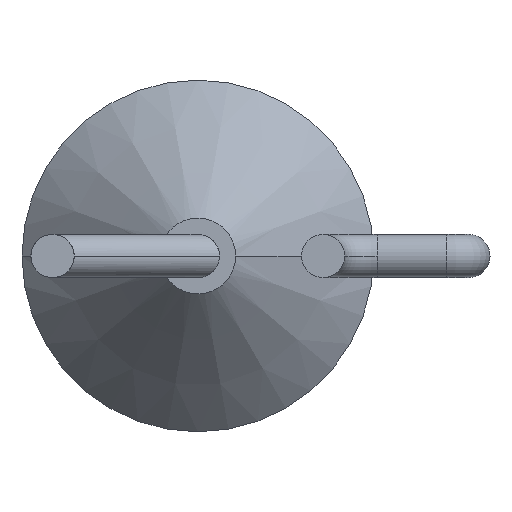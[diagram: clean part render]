
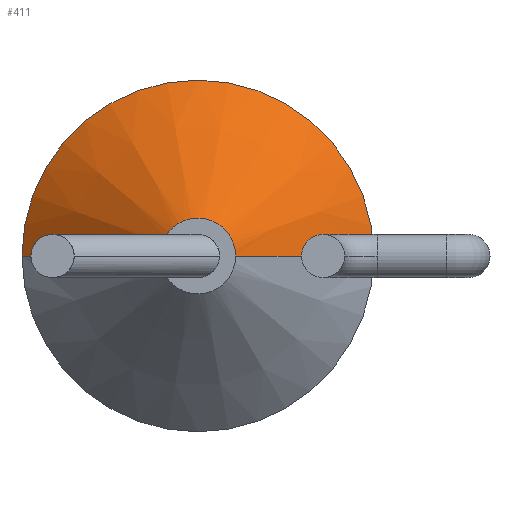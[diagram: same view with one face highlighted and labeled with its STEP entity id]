
A CAD part, front view. The second image highlights one B-rep face of the part: STEP entity #411.
In plain terms, the highlighted conical face has half-angle 45 degrees and reference radius 0.7 mm.
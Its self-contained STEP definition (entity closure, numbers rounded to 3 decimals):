
#53 = DIRECTION ( 'NONE',  ( 0.707, 0.707, 0. ) ) ;
#54 = CARTESIAN_POINT ( 'NONE',  ( -18.914, 21.12, 1.2 ) ) ;
#99 = VERTEX_POINT ( 'NONE', #377 ) ;
#100 = EDGE_CURVE ( 'NONE', #99, #1064, #989, .T. ) ;
#101 = DIRECTION ( 'NONE',  ( -1., 0., 0. ) ) ;
#109 = ORIENTED_EDGE ( 'NONE', *, *, #672, .T. ) ;
#125 = EDGE_CURVE ( 'NONE', #1064, #739, #532, .T. ) ;
#137 = CIRCLE ( 'NONE', #163, 3.25 ) ;
#138 = ORIENTED_EDGE ( 'NONE', *, *, #100, .F. ) ;
#142 = EDGE_CURVE ( 'NONE', #334, #739, #137, .T. ) ;
#155 = DIRECTION ( 'NONE',  ( 1., 0., 0. ) ) ;
#163 = AXIS2_PLACEMENT_3D ( 'NONE', #54, #235, #155 ) ;
#235 = DIRECTION ( 'NONE',  ( 0., -1., 0. ) ) ;
#262 = ORIENTED_EDGE ( 'NONE', *, *, #125, .F. ) ;
#268 = DIRECTION ( 'NONE',  ( 0., 1., 0. ) ) ;
#334 = VERTEX_POINT ( 'NONE', #375 ) ;
#349 = VECTOR ( 'NONE', #1170, 1000. ) ;
#375 = CARTESIAN_POINT ( 'NONE',  ( -15.664, 21.12, 1.2 ) ) ;
#377 = CARTESIAN_POINT ( 'NONE',  ( -18.214, 18.57, 1.2 ) ) ;
#403 = CARTESIAN_POINT ( 'NONE',  ( -18.214, 18.57, 1.2 ) ) ;
#407 = DIRECTION ( 'NONE',  ( 1., 0., 0. ) ) ;
#411 = ADVANCED_FACE ( 'NONE', ( #913 ), #782, .T. ) ;
#417 = CARTESIAN_POINT ( 'NONE',  ( -19.614, 18.57, 1.2 ) ) ;
#423 = CARTESIAN_POINT ( 'NONE',  ( -19.614, 18.57, 1.2 ) ) ;
#502 = DIRECTION ( 'NONE',  ( 0., -1., 0. ) ) ;
#514 = AXIS2_PLACEMENT_3D ( 'NONE', #612, #502, #407 ) ;
#532 = LINE ( 'NONE', #423, #349 ) ;
#612 = CARTESIAN_POINT ( 'NONE',  ( -18.914, 18.57, 1.2 ) ) ;
#672 = EDGE_CURVE ( 'NONE', #99, #334, #1136, .T. ) ;
#739 = VERTEX_POINT ( 'NONE', #1106 ) ;
#782 = CONICAL_SURFACE ( 'NONE', #1108, 0.7, 0.785 ) ;
#822 = ORIENTED_EDGE ( 'NONE', *, *, #142, .T. ) ;
#913 = FACE_OUTER_BOUND ( 'NONE', #1027, .T. ) ;
#934 = CARTESIAN_POINT ( 'NONE',  ( -18.914, 18.57, 1.2 ) ) ;
#989 = CIRCLE ( 'NONE', #514, 0.7 ) ;
#1019 = VECTOR ( 'NONE', #53, 1000. ) ;
#1027 = EDGE_LOOP ( 'NONE', ( #138, #109, #822, #262 ) ) ;
#1064 = VERTEX_POINT ( 'NONE', #417 ) ;
#1106 = CARTESIAN_POINT ( 'NONE',  ( -22.164, 21.12, 1.2 ) ) ;
#1108 = AXIS2_PLACEMENT_3D ( 'NONE', #934, #268, #101 ) ;
#1136 = LINE ( 'NONE', #403, #1019 ) ;
#1170 = DIRECTION ( 'NONE',  ( -0.707, 0.707, 0. ) ) ;
